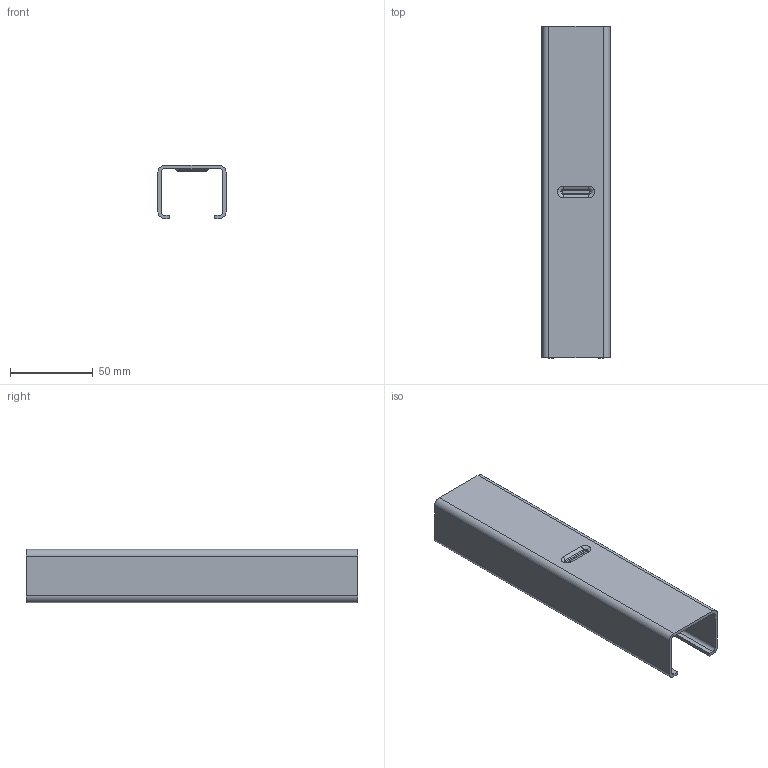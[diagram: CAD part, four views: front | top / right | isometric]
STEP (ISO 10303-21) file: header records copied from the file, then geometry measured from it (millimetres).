
FILE_DESCRIPTION (( 'STEP AP214' ), '1' );
FILE_NAME ('B351 Êðîíøòåéí äëÿ ñòàëüíîé íàïðàâëÿþùåé, òèï K.STEP', '2025-06-19T09:18:22', ( '' ), ( '' ), 'SwSTEP 2.0', 'SolidWorks 2025', '' );
FILE_SCHEMA (( 'AUTOMOTIVE_DESIGN' ));
Length unit declared in the file: millimetre
Products named in the file (1): B351 Кронштейн для стальной направляющей, тип K
Bounding box: 41 x 200 x 32 mm (x, y, z)
Volume: 42339.8 mm3; surface area: 43604.9 mm2
Topology: 1 solids, 1 shells, 44 faces, 112 edges, 72 vertices
Faces by surface type: plane 16, cylinder 16, torus 12
Entity records: 1371 total; most frequent: DIRECTION 258, CARTESIAN_POINT 229, ORIENTED_EDGE 224, EDGE_CURVE 112, AXIS2_PLACEMENT_3D 101, VERTEX_POINT 72, LINE 56, CIRCLE 56
